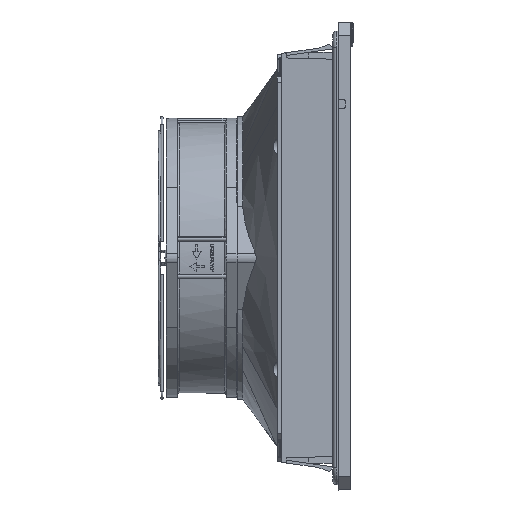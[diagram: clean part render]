
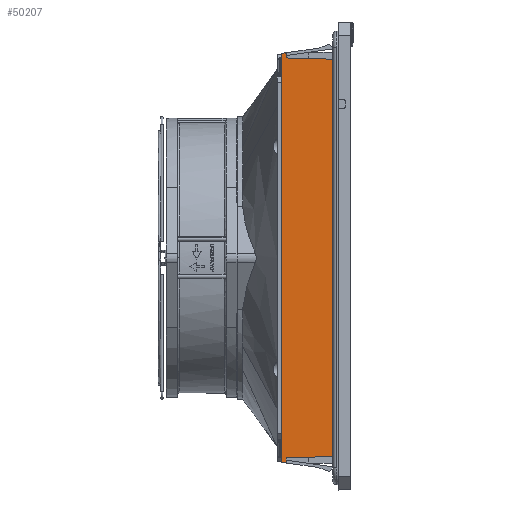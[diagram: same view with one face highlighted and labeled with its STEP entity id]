
A CAD part, left-side view. The second image highlights one B-rep face of the part: STEP entity #50207.
In plain terms, the highlighted planar face has unit normal (-1, 0.026, 0).
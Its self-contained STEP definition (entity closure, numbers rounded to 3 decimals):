
#1644=PLANE('',#53470);
#5646=FACE_OUTER_BOUND('',#8754,.T.);
#8754=EDGE_LOOP('',(#34838,#34839,#34840,#34841,#34842,#34843,#34844,#34845));
#15328=LINE('',#94609,#17816);
#15351=LINE('',#94654,#17839);
#15352=LINE('',#94658,#17840);
#15353=LINE('',#94660,#17841);
#15354=LINE('',#94662,#17842);
#15355=LINE('',#94663,#17843);
#15356=LINE('',#94665,#17844);
#15357=LINE('',#94666,#17845);
#17816=VECTOR('',#60426,1.);
#17839=VECTOR('',#60455,10.);
#17840=VECTOR('',#60458,1.);
#17841=VECTOR('',#60459,10.);
#17842=VECTOR('',#60460,1.);
#17843=VECTOR('',#60461,10.);
#17844=VECTOR('',#60462,1.);
#17845=VECTOR('',#60463,10.);
#20699=VERTEX_POINT('',#94606);
#20700=VERTEX_POINT('',#94608);
#20719=VERTEX_POINT('',#94652);
#20720=VERTEX_POINT('',#94656);
#20721=VERTEX_POINT('',#94657);
#20722=VERTEX_POINT('',#94659);
#20723=VERTEX_POINT('',#94661);
#20724=VERTEX_POINT('',#94664);
#25977=EDGE_CURVE('',#20700,#20699,#15328,.T.);
#26000=EDGE_CURVE('',#20699,#20719,#15351,.T.);
#26001=EDGE_CURVE('',#20720,#20721,#15352,.T.);
#26002=EDGE_CURVE('',#20720,#20722,#15353,.F.);
#26003=EDGE_CURVE('',#20723,#20722,#15354,.F.);
#26004=EDGE_CURVE('',#20700,#20723,#15355,.T.);
#26005=EDGE_CURVE('',#20719,#20724,#15356,.T.);
#26006=EDGE_CURVE('',#20721,#20724,#15357,.F.);
#34838=ORIENTED_EDGE('',*,*,#26001,.F.);
#34839=ORIENTED_EDGE('',*,*,#26002,.T.);
#34840=ORIENTED_EDGE('',*,*,#26003,.F.);
#34841=ORIENTED_EDGE('',*,*,#26004,.F.);
#34842=ORIENTED_EDGE('',*,*,#25977,.T.);
#34843=ORIENTED_EDGE('',*,*,#26000,.T.);
#34844=ORIENTED_EDGE('',*,*,#26005,.T.);
#34845=ORIENTED_EDGE('',*,*,#26006,.F.);
#50207=ADVANCED_FACE('',(#5646),#1644,.F.);
#53470=AXIS2_PLACEMENT_3D('',#94655,#60456,#60457);
#60426=DIRECTION('',(0.,0.,1.));
#60455=DIRECTION('',(0.026,0.999,0.026));
#60456=DIRECTION('center_axis',(1.,-0.026,0.));
#60457=DIRECTION('ref_axis',(0.,0.,1.));
#60458=DIRECTION('',(0.,0.,1.));
#60459=DIRECTION('',(0.026,0.999,0.026));
#60460=DIRECTION('',(0.,0.,1.));
#60461=DIRECTION('',(0.026,0.999,-0.026));
#60462=DIRECTION('',(0.,0.,1.));
#60463=DIRECTION('',(0.026,0.999,-0.026));
#94606=CARTESIAN_POINT('',(-89.53,-4.031,106.3));
#94608=CARTESIAN_POINT('',(-89.53,-4.031,-107.234));
#94609=CARTESIAN_POINT('',(-89.53,-4.031,-0.467));
#94652=CARTESIAN_POINT('',(-88.797,23.969,107.033));
#94654=CARTESIAN_POINT('',(-89.53,-4.031,106.3));
#94655=CARTESIAN_POINT('Origin',(-88.732,26.469,-0.467));
#94656=CARTESIAN_POINT('',(-88.732,26.469,-110.467));
#94657=CARTESIAN_POINT('',(-88.732,26.469,109.533));
#94658=CARTESIAN_POINT('',(-88.732,26.469,-0.467));
#94659=CARTESIAN_POINT('',(-88.797,23.969,-110.532));
#94660=CARTESIAN_POINT('',(-88.797,23.969,-110.532));
#94661=CARTESIAN_POINT('',(-88.797,23.969,-107.967));
#94662=CARTESIAN_POINT('',(-88.797,23.969,-0.467));
#94663=CARTESIAN_POINT('',(-89.53,-4.031,-107.234));
#94664=CARTESIAN_POINT('',(-88.797,23.969,109.599));
#94665=CARTESIAN_POINT('',(-88.797,23.969,-0.467));
#94666=CARTESIAN_POINT('',(-88.797,23.969,109.599));
